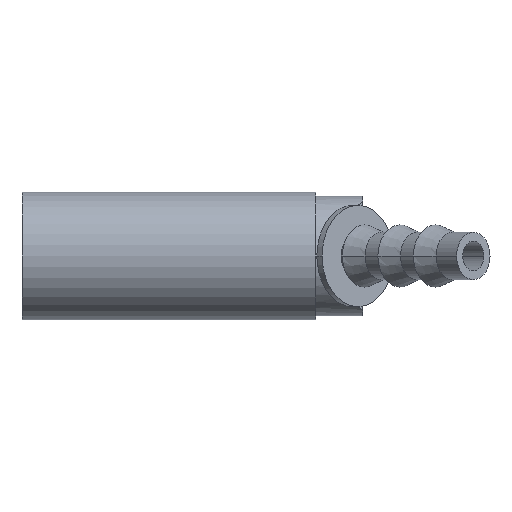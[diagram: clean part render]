
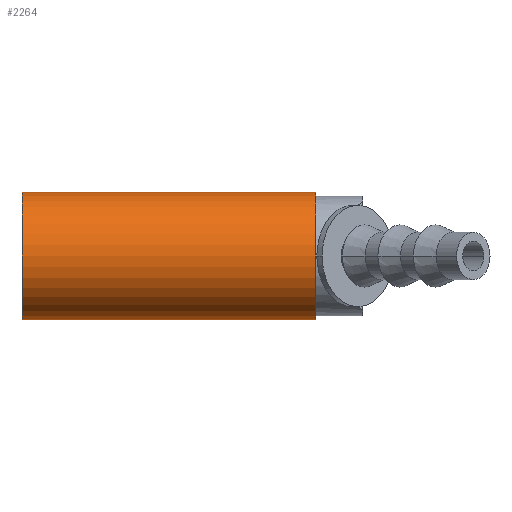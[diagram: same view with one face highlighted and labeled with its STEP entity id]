
A CAD part, front view. The second image highlights one B-rep face of the part: STEP entity #2264.
In plain terms, the highlighted cylindrical face has radius 8.5 mm (diameter 17 mm), a partial arc.
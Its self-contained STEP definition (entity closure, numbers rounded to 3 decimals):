
#429 = CARTESIAN_POINT ( 'NONE',  ( 39.2, 0., 0. ) ) ;
#819 = CARTESIAN_POINT ( 'NONE',  ( 0., 0., -8.5 ) ) ;
#1074 = AXIS2_PLACEMENT_3D ( 'NONE', #6374, #3770, #3085 ) ;
#1365 = EDGE_CURVE ( 'NONE', #1832, #7707, #5848, .T. ) ;
#1708 = CARTESIAN_POINT ( 'NONE',  ( 0., 0., 8.5 ) ) ;
#1799 = FACE_OUTER_BOUND ( 'NONE', #2965, .T. ) ;
#1832 = VERTEX_POINT ( 'NONE', #819 ) ;
#2264 = ADVANCED_FACE ( 'NONE', ( #1799 ), #3210, .T. ) ;
#2597 = CARTESIAN_POINT ( 'NONE',  ( 0., 0., -8.5 ) ) ;
#2617 = DIRECTION ( 'NONE',  ( -1., 0., 0. ) ) ;
#2810 = ORIENTED_EDGE ( 'NONE', *, *, #2888, .T. ) ;
#2860 = VERTEX_POINT ( 'NONE', #6465 ) ;
#2888 = EDGE_CURVE ( 'NONE', #4599, #7707, #3986, .T. ) ;
#2965 = EDGE_LOOP ( 'NONE', ( #4401, #4939, #2810, #3578 ) ) ;
#3085 = DIRECTION ( 'NONE',  ( 0., 0., 1. ) ) ;
#3210 = CYLINDRICAL_SURFACE ( 'NONE', #1074, 8.5 ) ;
#3317 = DIRECTION ( 'NONE',  ( 0., 0., 1. ) ) ;
#3578 = ORIENTED_EDGE ( 'NONE', *, *, #1365, .F. ) ;
#3770 = DIRECTION ( 'NONE',  ( -1., 0., 0. ) ) ;
#3799 = LINE ( 'NONE', #2597, #4915 ) ;
#3986 = LINE ( 'NONE', #4579, #4495 ) ;
#4401 = ORIENTED_EDGE ( 'NONE', *, *, #5816, .F. ) ;
#4495 = VECTOR ( 'NONE', #2617, 1000. ) ;
#4517 = EDGE_CURVE ( 'NONE', #2860, #4599, #7100, .T. ) ;
#4579 = CARTESIAN_POINT ( 'NONE',  ( 0., 0., 8.5 ) ) ;
#4599 = VERTEX_POINT ( 'NONE', #6926 ) ;
#4915 = VECTOR ( 'NONE', #5159, 1000. ) ;
#4939 = ORIENTED_EDGE ( 'NONE', *, *, #4517, .T. ) ;
#5159 = DIRECTION ( 'NONE',  ( -1., 0., 0. ) ) ;
#5816 = EDGE_CURVE ( 'NONE', #2860, #1832, #3799, .T. ) ;
#5832 = DIRECTION ( 'NONE',  ( -1., 0., 0. ) ) ;
#5848 = CIRCLE ( 'NONE', #7359, 8.5 ) ;
#6203 = DIRECTION ( 'NONE',  ( 0., 0., 1. ) ) ;
#6374 = CARTESIAN_POINT ( 'NONE',  ( 0., 0., 0. ) ) ;
#6440 = CARTESIAN_POINT ( 'NONE',  ( 0., 0., 0. ) ) ;
#6465 = CARTESIAN_POINT ( 'NONE',  ( 39.2, 0., -8.5 ) ) ;
#6926 = CARTESIAN_POINT ( 'NONE',  ( 39.2, 0., 8.5 ) ) ;
#7100 = CIRCLE ( 'NONE', #8328, 8.5 ) ;
#7359 = AXIS2_PLACEMENT_3D ( 'NONE', #6440, #5832, #3317 ) ;
#7617 = DIRECTION ( 'NONE',  ( -1., 0., 0. ) ) ;
#7707 = VERTEX_POINT ( 'NONE', #1708 ) ;
#8328 = AXIS2_PLACEMENT_3D ( 'NONE', #429, #7617, #6203 ) ;
